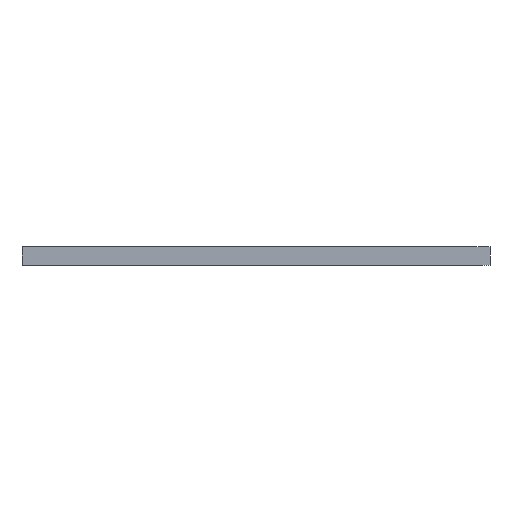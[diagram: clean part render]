
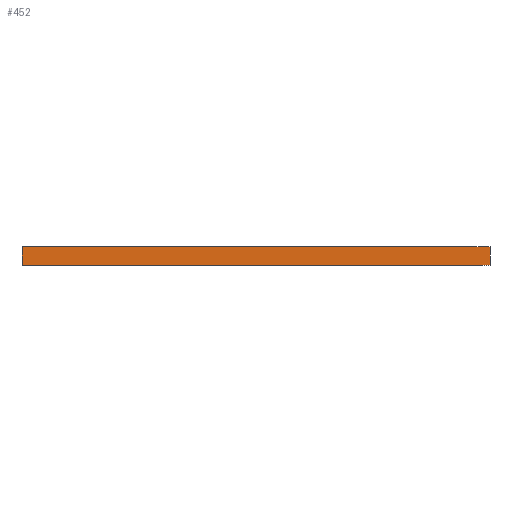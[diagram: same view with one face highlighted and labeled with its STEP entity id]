
A CAD part, front view. The second image highlights one B-rep face of the part: STEP entity #452.
In plain terms, the highlighted face is a extrusion surface.
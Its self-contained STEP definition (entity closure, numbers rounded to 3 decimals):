
#143=SURFACE_OF_LINEAR_EXTRUSION('',#1645,#358);
#267=LINE('',#5624,#355);
#268=LINE('',#5657,#357);
#355=VECTOR('',#1856,1.);
#357=VECTOR('',#1858,1.);
#358=VECTOR('',#1859,1.);
#452=ADVANCED_FACE('',(#570),#143,.T.);
#570=FACE_OUTER_BOUND('',#664,.T.);
#664=EDGE_LOOP('',(#962,#963,#964,#965,#966,#967));
#962=ORIENTED_EDGE('',*,*,#1458,.F.);
#963=ORIENTED_EDGE('',*,*,#1459,.T.);
#964=ORIENTED_EDGE('',*,*,#1450,.T.);
#965=ORIENTED_EDGE('',*,*,#1449,.F.);
#966=ORIENTED_EDGE('',*,*,#1457,.F.);
#967=ORIENTED_EDGE('',*,*,#1460,.T.);
#1260=VERTEX_POINT('',#5500);
#1261=VERTEX_POINT('',#5527);
#1262=VERTEX_POINT('',#5532);
#1266=VERTEX_POINT('',#5623);
#1267=VERTEX_POINT('',#5655);
#1268=VERTEX_POINT('',#5656);
#1449=EDGE_CURVE('',#1260,#1261,#1635,.T.);
#1450=EDGE_CURVE('',#1262,#1261,#1636,.T.);
#1457=EDGE_CURVE('',#1266,#1260,#267,.T.);
#1458=EDGE_CURVE('',#1267,#1268,#1643,.T.);
#1459=EDGE_CURVE('',#1267,#1262,#268,.T.);
#1460=EDGE_CURVE('',#1266,#1268,#1644,.T.);
#1635=B_SPLINE_CURVE_WITH_KNOTS('',3,(#5501,#5502,#5503,#5504,#5505,#5506,
#5507,#5508,#5509,#5510,#5511,#5512,#5513,#5514,#5515,#5516,#5517,#5518,
#5519,#5520,#5521,#5522,#5523,#5524,#5525,#5526),.UNSPECIFIED.,.F.,.F.,(4,
3,1,1,1,1,1,1,1,1,1,1,1,1,1,1,1,1,1,1,1,4),(0.,0.064,0.123,
0.181,0.298,0.357,0.415,0.444,
0.452,0.459,0.474,0.532,
0.591,0.605,0.613,0.62,
0.649,0.708,0.766,0.883,
0.942,1.),.UNSPECIFIED.);
#1636=B_SPLINE_CURVE_WITH_KNOTS('',3,(#5528,#5529,#5530,#5531),.UNSPECIFIED.,
 .F.,.F.,(4,4),(0.,1.),.UNSPECIFIED.);
#1643=B_SPLINE_CURVE_WITH_KNOTS('',3,(#5651,#5652,#5653,#5654),.UNSPECIFIED.,
 .F.,.F.,(4,4),(0.,1.),.UNSPECIFIED.);
#1644=B_SPLINE_CURVE_WITH_KNOTS('',3,(#5658,#5659,#5660,#5661,#5662,#5663,
#5664,#5665,#5666,#5667,#5668,#5669,#5670,#5671,#5672,#5673,#5674,#5675,
#5676,#5677,#5678),.UNSPECIFIED.,.F.,.F.,(4,1,1,1,1,1,1,1,1,1,1,1,1,1,1,
1,1,1,4),(0.,0.066,0.132,0.265,0.397,
0.43,0.447,0.455,0.463,
0.529,0.596,0.604,0.612,
0.629,0.662,0.794,0.926,
0.993,1.),.UNSPECIFIED.);
#1645=B_SPLINE_CURVE_WITH_KNOTS('',3,(#5679,#5680,#5681,#5682,#5683,#5684,
#5685,#5686,#5687,#5688,#5689,#5690,#5691,#5692,#5693,#5694,#5695,#5696,
#5697,#5698,#5699,#5700,#5701,#5702,#5703,#5704,#5705,#5706,#5707),.UNSPECIFIED.,
 .F.,.F.,(4,3,1,1,1,1,1,1,1,1,1,1,1,1,1,1,1,1,1,1,1,3,4),(0.,0.056,
0.111,0.167,0.278,0.333,
0.389,0.417,0.424,0.431,
0.444,0.5,0.556,0.569,
0.576,0.583,0.611,0.667,
0.722,0.833,0.889,0.944,1.),
 .UNSPECIFIED.);
#1856=DIRECTION('',(0.,0.,-1.));
#1858=DIRECTION('',(0.,0.,-1.));
#1859=DIRECTION('',(0.,0.,-1.));
#5500=CARTESIAN_POINT('',(1850.,2950.,-35.));
#5501=CARTESIAN_POINT('',(1855.,2950.,-35.));
#5502=CARTESIAN_POINT('',(1836.667,2950.,-35.));
#5503=CARTESIAN_POINT('',(1818.333,2950.,-35.));
#5504=CARTESIAN_POINT('',(1800.,2950.,-35.));
#5505=CARTESIAN_POINT('',(1783.339,2950.,-35.));
#5506=CARTESIAN_POINT('',(1750.016,2950.,-35.));
#5507=CARTESIAN_POINT('',(1683.37,2950.,-35.));
#5508=CARTESIAN_POINT('',(1616.718,2950.,-35.));
#5509=CARTESIAN_POINT('',(1550.053,2950.,-35.));
#5510=CARTESIAN_POINT('',(1508.38,2950.,-35.));
#5511=CARTESIAN_POINT('',(1481.288,2950.,-35.));
#5512=CARTESIAN_POINT('',(1468.783,2950.,-35.));
#5513=CARTESIAN_POINT('',(1460.446,2950.,-35.));
#5514=CARTESIAN_POINT('',(1437.519,2950.,-35.));
#5515=CARTESIAN_POINT('',(1400.,2950.,-35.));
#5516=CARTESIAN_POINT('',(1362.481,2950.,-35.));
#5517=CARTESIAN_POINT('',(1339.554,2950.,-35.));
#5518=CARTESIAN_POINT('',(1331.217,2950.,-35.));
#5519=CARTESIAN_POINT('',(1318.712,2950.,-35.));
#5520=CARTESIAN_POINT('',(1291.62,2950.,-35.));
#5521=CARTESIAN_POINT('',(1249.947,2950.,-35.));
#5522=CARTESIAN_POINT('',(1183.282,2950.,-35.));
#5523=CARTESIAN_POINT('',(1116.63,2950.,-35.));
#5524=CARTESIAN_POINT('',(1049.984,2950.,-35.));
#5525=CARTESIAN_POINT('',(1016.661,2950.,-35.));
#5526=CARTESIAN_POINT('',(1000.,2950.,-35.));
#5527=CARTESIAN_POINT('',(1000.,2950.,-35.));
#5528=CARTESIAN_POINT('',(950.,2950.,-35.));
#5529=CARTESIAN_POINT('',(966.667,2950.,-35.));
#5530=CARTESIAN_POINT('',(983.333,2950.,-35.));
#5531=CARTESIAN_POINT('',(1000.,2950.,-35.));
#5532=CARTESIAN_POINT('',(950.,2950.,-35.));
#5623=CARTESIAN_POINT('',(1850.,2950.,0.));
#5624=CARTESIAN_POINT('',(1850.,2950.,0.));
#5651=CARTESIAN_POINT('',(950.,2950.,0.));
#5652=CARTESIAN_POINT('',(966.667,2950.,0.));
#5653=CARTESIAN_POINT('',(983.333,2950.,0.));
#5654=CARTESIAN_POINT('',(1000.,2950.,0.));
#5655=CARTESIAN_POINT('',(950.,2950.,0.));
#5656=CARTESIAN_POINT('',(1000.,2950.,0.));
#5657=CARTESIAN_POINT('',(950.,2950.,0.));
#5658=CARTESIAN_POINT('',(1850.,2950.,0.));
#5659=CARTESIAN_POINT('',(1831.254,2950.,0.));
#5660=CARTESIAN_POINT('',(1793.763,2950.,0.));
#5661=CARTESIAN_POINT('',(1718.781,2950.,0.));
#5662=CARTESIAN_POINT('',(1625.046,2950.,0.));
#5663=CARTESIAN_POINT('',(1540.669,2950.,0.));
#5664=CARTESIAN_POINT('',(1489.095,2950.,0.));
#5665=CARTESIAN_POINT('',(1472.684,2950.,0.));
#5666=CARTESIAN_POINT('',(1463.306,2950.,0.));
#5667=CARTESIAN_POINT('',(1439.861,2950.,0.));
#5668=CARTESIAN_POINT('',(1400.,2950.,0.));
#5669=CARTESIAN_POINT('',(1360.139,2950.,0.));
#5670=CARTESIAN_POINT('',(1336.694,2950.,0.));
#5671=CARTESIAN_POINT('',(1327.316,2950.,0.));
#5672=CARTESIAN_POINT('',(1310.905,2950.,0.));
#5673=CARTESIAN_POINT('',(1259.331,2950.,0.));
#5674=CARTESIAN_POINT('',(1174.954,2950.,0.));
#5675=CARTESIAN_POINT('',(1081.219,2950.,0.));
#5676=CARTESIAN_POINT('',(1022.903,2950.,0.));
#5677=CARTESIAN_POINT('',(1002.079,2950.,0.));
#5678=CARTESIAN_POINT('',(1000.,2950.,0.));
#5679=CARTESIAN_POINT('',(1850.,2950.,0.));
#5680=CARTESIAN_POINT('',(1833.333,2950.,0.));
#5681=CARTESIAN_POINT('',(1816.667,2950.,0.));
#5682=CARTESIAN_POINT('',(1800.,2950.,0.));
#5683=CARTESIAN_POINT('',(1783.339,2950.,0.));
#5684=CARTESIAN_POINT('',(1750.016,2950.,0.));
#5685=CARTESIAN_POINT('',(1683.37,2950.,0.));
#5686=CARTESIAN_POINT('',(1616.718,2950.,0.));
#5687=CARTESIAN_POINT('',(1550.053,2950.,0.));
#5688=CARTESIAN_POINT('',(1508.38,2950.,0.));
#5689=CARTESIAN_POINT('',(1481.288,2950.,0.));
#5690=CARTESIAN_POINT('',(1468.783,2950.,0.));
#5691=CARTESIAN_POINT('',(1460.446,2950.,0.));
#5692=CARTESIAN_POINT('',(1437.519,2950.,0.));
#5693=CARTESIAN_POINT('',(1400.,2950.,0.));
#5694=CARTESIAN_POINT('',(1362.481,2950.,0.));
#5695=CARTESIAN_POINT('',(1339.554,2950.,0.));
#5696=CARTESIAN_POINT('',(1331.217,2950.,0.));
#5697=CARTESIAN_POINT('',(1318.712,2950.,0.));
#5698=CARTESIAN_POINT('',(1291.62,2950.,0.));
#5699=CARTESIAN_POINT('',(1249.947,2950.,0.));
#5700=CARTESIAN_POINT('',(1183.282,2950.,0.));
#5701=CARTESIAN_POINT('',(1116.63,2950.,0.));
#5702=CARTESIAN_POINT('',(1049.984,2950.,0.));
#5703=CARTESIAN_POINT('',(1016.661,2950.,0.));
#5704=CARTESIAN_POINT('',(1000.,2950.,0.));
#5705=CARTESIAN_POINT('',(983.333,2950.,0.));
#5706=CARTESIAN_POINT('',(966.667,2950.,0.));
#5707=CARTESIAN_POINT('',(950.,2950.,0.));
